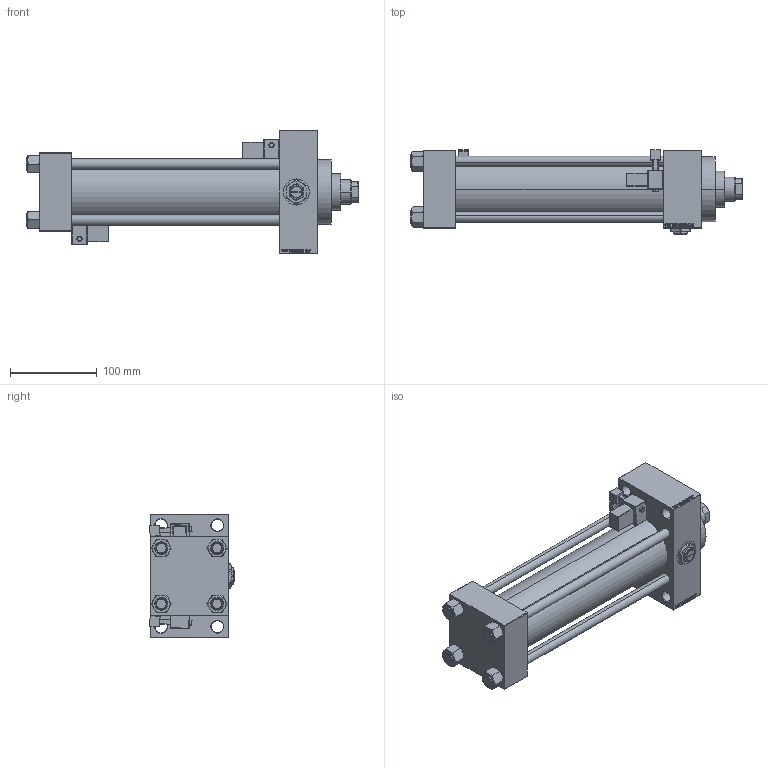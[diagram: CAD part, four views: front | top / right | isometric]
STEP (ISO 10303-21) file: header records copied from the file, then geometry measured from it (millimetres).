
FILE_DESCRIPTION (( 'STEP AP203' ), '1' );
FILE_NAME ('3276.STEP', '2025-09-29T13:15:58', ( '' ), ( '' ), 'SwSTEP 2.0', 'SolidWorks 2019', '' );
FILE_SCHEMA (( 'CONFIG_CONTROL_DESIGN' ));
Length unit declared in the file: millimetre
Products named in the file (8): V215CR_VCP_D c3c8999310f4f62837503b50a860523e; 3276; NUT_M5_D c3c8999310f4f62837503b50a860523e; V215_VC_A c3c8999310f4f62837503b50a860523e; Zatka_pro_OIL_PORT c3c8999310f4f62837503b50a860523e; V215CR_MSU c3c8999310f4f62837503b50a860523e; V215CR_D_TYCINKA c3c8999310f4f62837503b50a860523e; V215CR_D_Body c3c8999310f4f62837503b50a860523e
Assembly tree (14 placements, depth 2):
  3276
    V215CR_D_Body c3c8999310f4f62837503b50a860523e
    V215CR_VCP_D c3c8999310f4f62837503b50a860523e
    NUT_M5_D c3c8999310f4f62837503b50a860523e  x4
    V215CR_D_TYCINKA c3c8999310f4f62837503b50a860523e  x4
    V215_VC_A c3c8999310f4f62837503b50a860523e
    V215CR_MSU c3c8999310f4f62837503b50a860523e  x2
    Zatka_pro_OIL_PORT c3c8999310f4f62837503b50a860523e
Bounding box: 383 x 97.53 x 142 mm (x, y, z)
Volume: 1447372.6 mm3; surface area: 330353.4 mm2
Topology: 14 solids, 14 shells, 1306 faces, 3224 edges, 2043 vertices
Faces by surface type: plane 579, bspline 368, cone 162, cylinder 153, sphere 24, torus 20
Entity records: 51163 total; most frequent: CARTESIAN_POINT 25995, ORIENTED_EDGE 5558, DIRECTION 3789, EDGE_CURVE 2779, VERTEX_POINT 1803, VECTOR 1643, LINE 1643, EDGE_LOOP 1248
